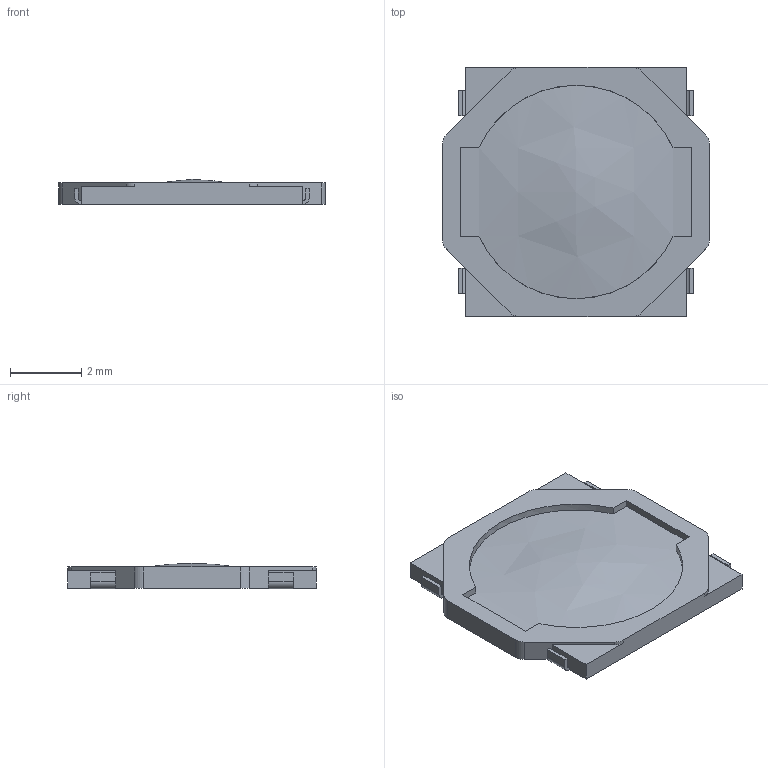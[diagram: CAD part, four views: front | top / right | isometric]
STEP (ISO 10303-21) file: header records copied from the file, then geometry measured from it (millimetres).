
FILE_DESCRIPTION (( 'STEP AP214' ), '1' );
FILE_NAME ('KEY-SMD_4P-L7.5-W7.0-H0.6-P5.0.step', '2022-07-02T15:14:22', ( '' ), ( '' ), 'SwSTEP 2.0', 'SolidWorks 2020', '' );
FILE_SCHEMA (( 'AUTOMOTIVE_DESIGN' ));
Length unit declared in the file: millimetre
Products named in the file (1): KEY-SMD_4P-L7.5-W7.0-H0.6-P5.0
Bounding box: 7.5 x 7 x 0.71 mm (x, y, z)
Volume: 25.5 mm3; surface area: 120 mm2
Topology: 1 solids, 1 shells, 354 faces, 971 edges, 646 vertices
Faces by surface type: plane 223, bspline 113, cylinder 18
Entity records: 15842 total; most frequent: CARTESIAN_POINT 4307, ORIENTED_EDGE 1942, DIRECTION 1253, EDGE_CURVE 971, LINE 701, VECTOR 701, VERTEX_POINT 646, EDGE_LOOP 381
